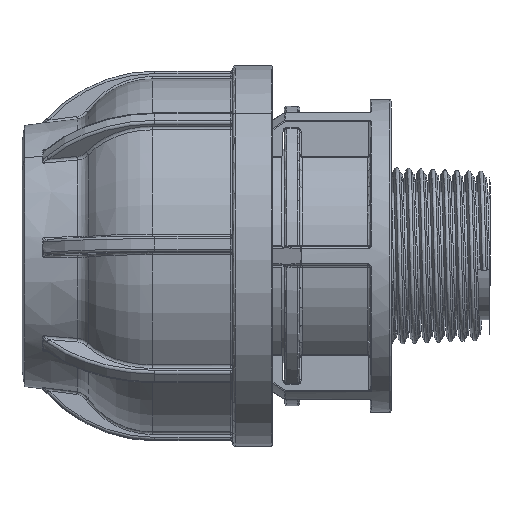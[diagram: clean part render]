
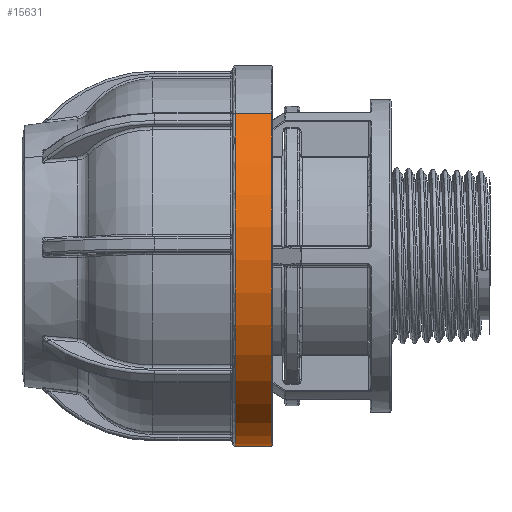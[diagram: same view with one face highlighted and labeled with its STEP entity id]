
A CAD part, front view. The second image highlights one B-rep face of the part: STEP entity #15631.
In plain terms, the highlighted cylindrical face has radius 36.5 mm (diameter 73 mm), a partial arc.
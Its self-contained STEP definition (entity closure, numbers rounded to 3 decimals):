
#1076 = EDGE_CURVE ( 'NONE', #16038, #16037, #7510, .T. ) ;
#4412 = EDGE_LOOP ( 'NONE', ( #13854, #13855, #13853, #13857 ) ) ;
#7510 = CIRCLE ( 'NONE', #7515, 36.5 ) ;
#7515 = AXIS2_PLACEMENT_3D ( 'NONE', #34380, #34381, #34382 ) ;
#13853 = ORIENTED_EDGE ( 'NONE', *, *, #14244, .T. ) ;
#13854 = ORIENTED_EDGE ( 'NONE', *, *, #14238, .F. ) ;
#13855 = ORIENTED_EDGE ( 'NONE', *, *, #1076, .T. ) ;
#13857 = ORIENTED_EDGE ( 'NONE', *, *, #15804, .T. ) ;
#14238 = EDGE_CURVE ( 'NONE', #16038, #16036, #38349, .T. ) ;
#14244 = EDGE_CURVE ( 'NONE', #16037, #16031, #38352, .T. ) ;
#15631 = ADVANCED_FACE ( 'NONE', ( #38621 ), #38622, .T. ) ;
#15804 = EDGE_CURVE ( 'NONE', #16031, #16036, #22372, .T. ) ;
#16031 = VERTEX_POINT ( 'NONE', #40606 ) ;
#16036 = VERTEX_POINT ( 'NONE', #40611 ) ;
#16037 = VERTEX_POINT ( 'NONE', #40612 ) ;
#16038 = VERTEX_POINT ( 'NONE', #40613 ) ;
#19701 = CARTESIAN_POINT ( 'NONE',  ( -89.84, -74.345, -27.438 ) ) ;
#19702 = DIRECTION ( 'NONE',  ( -1., 0., 0. ) ) ;
#20946 = CARTESIAN_POINT ( 'NONE',  ( -89.84, -122.486, 27.438 ) ) ;
#20947 = DIRECTION ( 'NONE',  ( -1., 0., 0. ) ) ;
#22198 = AXIS2_PLACEMENT_3D ( 'NONE', #32749, #32750, #32751 ) ;
#22372 = CIRCLE ( 'NONE', #22374, 36.5 ) ;
#22374 = AXIS2_PLACEMENT_3D ( 'NONE', #35432, #35433, #35434 ) ;
#28436 = VECTOR ( 'NONE', #19702, 1000. ) ;
#28443 = VECTOR ( 'NONE', #20947, 1000. ) ;
#32749 = CARTESIAN_POINT ( 'NONE',  ( -89.84, -98.415, 0. ) ) ;
#32750 = DIRECTION ( 'NONE',  ( -1., 0., 0. ) ) ;
#32751 = DIRECTION ( 'NONE',  ( 0., -0.659, 0.752 ) ) ;
#34380 = CARTESIAN_POINT ( 'NONE',  ( -41.94, -98.415, 0. ) ) ;
#34381 = DIRECTION ( 'NONE',  ( -1., 0., 0. ) ) ;
#34382 = DIRECTION ( 'NONE',  ( 0., -0.659, 0.752 ) ) ;
#35432 = CARTESIAN_POINT ( 'NONE',  ( -48.94, -98.415, 0. ) ) ;
#35433 = DIRECTION ( 'NONE',  ( 1., 0., 0. ) ) ;
#35434 = DIRECTION ( 'NONE',  ( 0., 0.659, -0.752 ) ) ;
#38349 = LINE ( 'NONE', #19701, #28436 ) ;
#38352 = LINE ( 'NONE', #20946, #28443 ) ;
#38621 = FACE_OUTER_BOUND ( 'NONE', #4412, .T. ) ;
#38622 = CYLINDRICAL_SURFACE ( 'NONE', #22198, 36.5 ) ;
#40606 = CARTESIAN_POINT ( 'NONE',  ( -48.94, -122.486, 27.438 ) ) ;
#40611 = CARTESIAN_POINT ( 'NONE',  ( -48.94, -74.345, -27.438 ) ) ;
#40612 = CARTESIAN_POINT ( 'NONE',  ( -41.94, -122.486, 27.438 ) ) ;
#40613 = CARTESIAN_POINT ( 'NONE',  ( -41.94, -74.345, -27.438 ) ) ;
